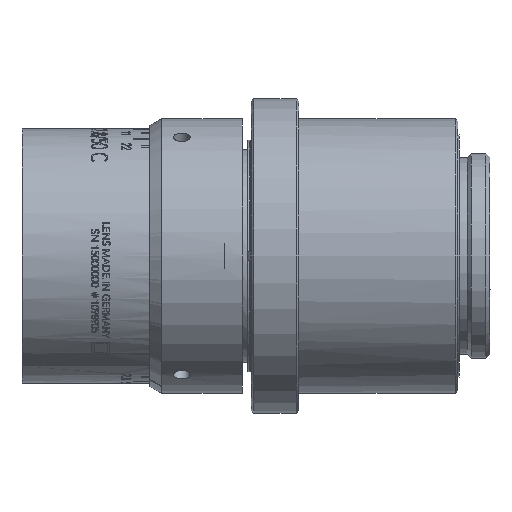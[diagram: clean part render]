
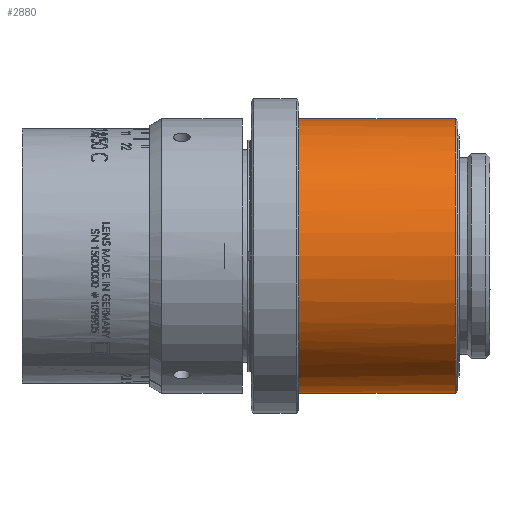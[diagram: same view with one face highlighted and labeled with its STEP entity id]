
A CAD part, front view. The second image highlights one B-rep face of the part: STEP entity #2880.
In plain terms, the highlighted cylindrical face has radius 17 mm (diameter 34 mm), a full revolution.
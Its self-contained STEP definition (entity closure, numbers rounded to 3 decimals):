
#1375=CYLINDRICAL_SURFACE('',#11691,17.);
#2880=ADVANCED_FACE('BCT_REF_81371',(#3456,#3457),#1375,.T.);
#3456=FACE_BOUND('',#3877,.T.);
#3457=FACE_BOUND('',#3878,.T.);
#3877=EDGE_LOOP('',(#4953,#4954,#4955,#4956,#4957,#4958,#4959,#4960,#4961,
#4962));
#3878=EDGE_LOOP('',(#4963));
#4953=ORIENTED_EDGE('',*,*,#9684,.F.);
#4954=ORIENTED_EDGE('',*,*,#9685,.F.);
#4955=ORIENTED_EDGE('',*,*,#9686,.F.);
#4956=ORIENTED_EDGE('',*,*,#9687,.F.);
#4957=ORIENTED_EDGE('',*,*,#9688,.F.);
#4958=ORIENTED_EDGE('',*,*,#9689,.F.);
#4959=ORIENTED_EDGE('',*,*,#9690,.F.);
#4960=ORIENTED_EDGE('',*,*,#9691,.F.);
#4961=ORIENTED_EDGE('',*,*,#9692,.F.);
#4962=ORIENTED_EDGE('',*,*,#9693,.F.);
#4963=ORIENTED_EDGE('',*,*,#9683,.T.);
#8239=VERTEX_POINT('',#16021);
#8240=VERTEX_POINT('',#16024);
#8241=VERTEX_POINT('',#16025);
#8242=VERTEX_POINT('',#16027);
#8243=VERTEX_POINT('',#16029);
#8244=VERTEX_POINT('',#16031);
#8245=VERTEX_POINT('',#16033);
#8246=VERTEX_POINT('',#16035);
#8247=VERTEX_POINT('',#16037);
#8248=VERTEX_POINT('',#16039);
#8249=VERTEX_POINT('',#16041);
#9683=EDGE_CURVE('',#8239,#8239,#11226,.T.);
#9684=EDGE_CURVE('',#8240,#8241,#11227,.T.);
#9685=EDGE_CURVE('',#8242,#8240,#11228,.T.);
#9686=EDGE_CURVE('',#8243,#8242,#11229,.T.);
#9687=EDGE_CURVE('',#8244,#8243,#11230,.T.);
#9688=EDGE_CURVE('',#8245,#8244,#11231,.T.);
#9689=EDGE_CURVE('',#8246,#8245,#11232,.T.);
#9690=EDGE_CURVE('',#8247,#8246,#11233,.T.);
#9691=EDGE_CURVE('',#8248,#8247,#11234,.T.);
#9692=EDGE_CURVE('',#8249,#8248,#11235,.T.);
#9693=EDGE_CURVE('',#8241,#8249,#11236,.T.);
#11226=CIRCLE('',#11679,17.);
#11227=CIRCLE('',#11681,17.);
#11228=CIRCLE('',#11682,17.);
#11229=CIRCLE('',#11683,17.);
#11230=CIRCLE('',#11684,17.);
#11231=CIRCLE('',#11685,17.);
#11232=CIRCLE('',#11686,17.);
#11233=CIRCLE('',#11687,17.);
#11234=CIRCLE('',#11688,17.);
#11235=CIRCLE('',#11689,17.);
#11236=CIRCLE('',#11690,17.);
#11679=AXIS2_PLACEMENT_3D('',#16020,#12911,#12912);
#11681=AXIS2_PLACEMENT_3D('',#16023,#12915,#12916);
#11682=AXIS2_PLACEMENT_3D('',#16026,#12917,#12918);
#11683=AXIS2_PLACEMENT_3D('',#16028,#12919,#12920);
#11684=AXIS2_PLACEMENT_3D('',#16030,#12921,#12922);
#11685=AXIS2_PLACEMENT_3D('',#16032,#12923,#12924);
#11686=AXIS2_PLACEMENT_3D('',#16034,#12925,#12926);
#11687=AXIS2_PLACEMENT_3D('',#16036,#12927,#12928);
#11688=AXIS2_PLACEMENT_3D('',#16038,#12929,#12930);
#11689=AXIS2_PLACEMENT_3D('',#16040,#12931,#12932);
#11690=AXIS2_PLACEMENT_3D('',#16042,#12933,#12934);
#11691=AXIS2_PLACEMENT_3D('',#16043,#12935,#12936);
#12911=DIRECTION('',(-1.,0.,0.));
#12912=DIRECTION('',(0.,0.,1.));
#12915=DIRECTION('',(-1.,0.,0.));
#12916=DIRECTION('',(0.,0.,1.));
#12917=DIRECTION('',(-1.,0.,0.));
#12918=DIRECTION('',(0.,0.,1.));
#12919=DIRECTION('',(-1.,0.,0.));
#12920=DIRECTION('',(0.,0.,1.));
#12921=DIRECTION('',(-1.,0.,0.));
#12922=DIRECTION('',(0.,0.,1.));
#12923=DIRECTION('',(-1.,0.,0.));
#12924=DIRECTION('',(0.,0.,1.));
#12925=DIRECTION('',(-1.,0.,0.));
#12926=DIRECTION('',(0.,0.,1.));
#12927=DIRECTION('',(-1.,0.,0.));
#12928=DIRECTION('',(0.,0.,1.));
#12929=DIRECTION('',(-1.,0.,0.));
#12930=DIRECTION('',(0.,0.,1.));
#12931=DIRECTION('',(-1.,0.,0.));
#12932=DIRECTION('',(0.,0.,1.));
#12933=DIRECTION('',(-1.,0.,0.));
#12934=DIRECTION('',(0.,0.,1.));
#12935=DIRECTION('',(-1.,0.,0.));
#12936=DIRECTION('',(0.,0.,1.));
#16020=CARTESIAN_POINT('',(-18.02,0.,0.));
#16021=CARTESIAN_POINT('',(-18.02,0.,17.));
#16023=CARTESIAN_POINT('',(-37.42,0.,0.));
#16024=CARTESIAN_POINT('',(-37.42,3.225,16.691));
#16025=CARTESIAN_POINT('',(-37.42,7.202,15.399));
#16026=CARTESIAN_POINT('',(-37.42,0.,0.));
#16027=CARTESIAN_POINT('',(-37.42,-12.42,11.608));
#16028=CARTESIAN_POINT('',(-37.42,0.,0.));
#16029=CARTESIAN_POINT('',(-37.42,-14.878,8.225));
#16030=CARTESIAN_POINT('',(-37.42,0.,0.));
#16031=CARTESIAN_POINT('',(-37.42,-14.878,-8.225));
#16032=CARTESIAN_POINT('',(-37.42,0.,0.));
#16033=CARTESIAN_POINT('',(-37.42,-12.42,-11.608));
#16034=CARTESIAN_POINT('',(-37.42,0.,0.));
#16035=CARTESIAN_POINT('',(-37.42,3.225,-16.691));
#16036=CARTESIAN_POINT('',(-37.42,0.,0.));
#16037=CARTESIAN_POINT('',(-37.42,7.202,-15.399));
#16038=CARTESIAN_POINT('',(-37.42,0.,0.));
#16039=CARTESIAN_POINT('',(-37.42,16.983,-0.75));
#16040=CARTESIAN_POINT('',(-37.42,0.,0.));
#16041=CARTESIAN_POINT('',(-37.42,16.983,0.75));
#16042=CARTESIAN_POINT('',(-37.42,0.,0.));
#16043=CARTESIAN_POINT('',(0.,0.,0.));
